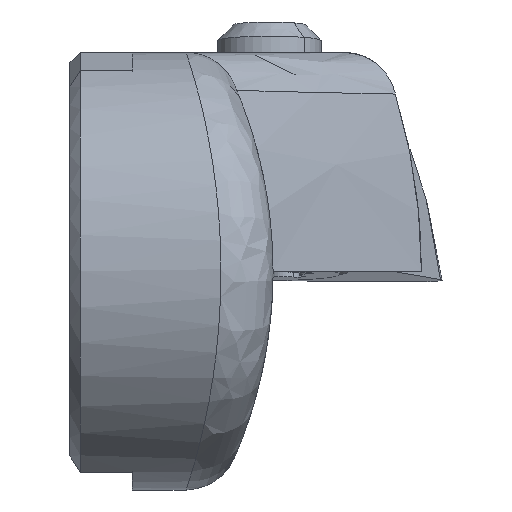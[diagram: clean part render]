
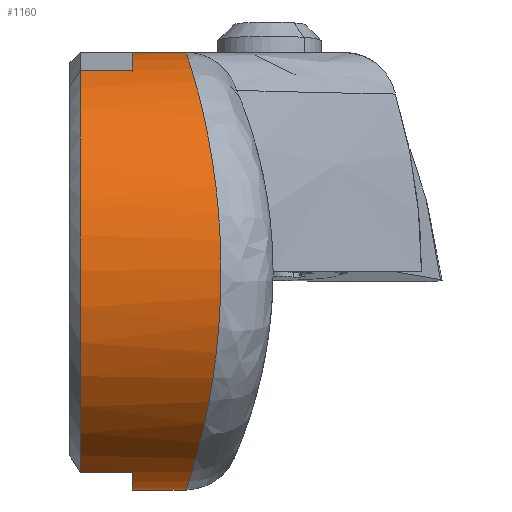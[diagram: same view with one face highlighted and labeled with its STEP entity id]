
A CAD part, left-side view. The second image highlights one B-rep face of the part: STEP entity #1160.
In plain terms, the highlighted cylindrical face has radius 4.2 mm (diameter 8.4 mm), a partial arc.
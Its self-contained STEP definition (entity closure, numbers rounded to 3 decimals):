
#630=VERTEX_POINT('NONE',#1726);
#724=VERTEX_POINT('NONE',#1829);
#738=VERTEX_POINT('NONE',#1846);
#752=EDGE_CURVE('NONE',#630,#724,#1862,.F.);
#760=VERTEX_POINT('NONE',#1871);
#772=EDGE_CURVE('NONE',#1094,#630,#1883,.T.);
#856=VERTEX_POINT('NONE',#1978);
#982=VERTEX_POINT('NONE',#2114);
#1094=VERTEX_POINT('NONE',#2239);
#1100=EDGE_CURVE('NONE',#1640,#738,#2245,.F.);
#1160=ADVANCED_FACE('NONE',(#2312),#2313,.T.);
#1260=EDGE_CURVE('NONE',#982,#1094,#2425,.F.);
#1286=EDGE_CURVE('NONE',#856,#982,#2454,.F.);
#1424=EDGE_CURVE('NONE',#738,#856,#2605,.F.);
#1580=EDGE_CURVE('NONE',#724,#760,#2781,.F.);
#1616=EDGE_CURVE('NONE',#1640,#760,#2818,.T.);
#1640=VERTEX_POINT('NONE',#2843);
#1726=CARTESIAN_POINT('',(-7.538,-0.2,-3.862));
#1829=CARTESIAN_POINT('',(-7.538,-1.2,-3.862));
#1846=CARTESIAN_POINT('',(-5.888,-2.232,4.2));
#1862=LINE('',#5143,#5144);
#1871=CARTESIAN_POINT('',(-5.888,-1.2,-4.2));
#1883=CIRCLE('',#5174,4.2);
#1978=CARTESIAN_POINT('',(-5.888,-1.2,4.2));
#2114=CARTESIAN_POINT('',(-7.538,-1.2,3.862));
#2239=CARTESIAN_POINT('',(-7.538,-0.2,3.862));
#2245=B_SPLINE_CURVE_WITH_KNOTS('',3,(#6936,#6937,#6938,#6939,#6940,#6941,#6942,#6943,#6944,#6945,#6946,#6947,#6948,#6949,#6950,#6951,#6952,#6953,#6954,#6955,#6956,#6957,#6958,#6959,#6960),.UNSPECIFIED.,.F.,.F.,(4,3,3,3,3,3,3,3,4),(0.0,0.034,0.144,0.263,0.366,0.47,0.588,0.682,0.706),.UNSPECIFIED.);
#2312=FACE_OUTER_BOUND('',#7050,.T.);
#2313=CYLINDRICAL_SURFACE('',#7051,4.2);
#2425=LINE('',#7492,#7493);
#2454=CIRCLE('',#7530,4.2);
#2605=LINE('',#7816,#7817);
#2781=CIRCLE('',#8678,4.2);
#2818=LINE('',#8726,#8727);
#2843=CARTESIAN_POINT('',(-5.888,-2.232,-4.2));
#5143=CARTESIAN_POINT('',(-7.538,-10.0,-3.862));
#5144=VECTOR('',#8975,1.0);
#5174=AXIS2_PLACEMENT_3D('',#8993,#8994,#8995);
#6936=CARTESIAN_POINT('',(-5.888,-2.232,4.2));
#6937=CARTESIAN_POINT('',(-6.101,-2.232,4.2));
#6938=CARTESIAN_POINT('',(-6.314,-2.238,4.184));
#6939=CARTESIAN_POINT('',(-6.524,-2.248,4.152));
#6940=CARTESIAN_POINT('',(-7.205,-2.282,4.047));
#6941=CARTESIAN_POINT('',(-7.854,-2.372,3.774));
#6942=CARTESIAN_POINT('',(-8.4,-2.478,3.366));
#6943=CARTESIAN_POINT('',(-8.989,-2.591,2.926));
#6944=CARTESIAN_POINT('',(-9.459,-2.718,2.331));
#6945=CARTESIAN_POINT('',(-9.75,-2.8,1.652));
#6946=CARTESIAN_POINT('',(-10.003,-2.872,1.06));
#6947=CARTESIAN_POINT('',(-10.119,-2.909,0.405));
#6948=CARTESIAN_POINT('',(-10.081,-2.898,-0.241));
#6949=CARTESIAN_POINT('',(-10.044,-2.887,-0.891));
#6950=CARTESIAN_POINT('',(-9.853,-2.827,-1.529));
#6951=CARTESIAN_POINT('',(-9.533,-2.74,-2.088));
#6952=CARTESIAN_POINT('',(-9.167,-2.642,-2.725));
#6953=CARTESIAN_POINT('',(-8.635,-2.51,-3.261));
#6954=CARTESIAN_POINT('',(-8.001,-2.407,-3.63));
#6955=CARTESIAN_POINT('',(-7.499,-2.325,-3.922));
#6956=CARTESIAN_POINT('',(-6.933,-2.262,-4.11));
#6957=CARTESIAN_POINT('',(-6.35,-2.24,-4.175));
#6958=CARTESIAN_POINT('',(-6.197,-2.235,-4.191));
#6959=CARTESIAN_POINT('',(-6.043,-2.232,-4.2));
#6960=CARTESIAN_POINT('',(-5.888,-2.232,-4.2));
#7050=EDGE_LOOP('',(#9506,#9507,#9508,#9509,#9510,#9511,#9512,#9513));
#7051=AXIS2_PLACEMENT_3D('',#9514,#9515,#9516);
#7492=CARTESIAN_POINT('',(-7.538,-10.0,3.862));
#7493=VECTOR('',#9679,1.0);
#7530=AXIS2_PLACEMENT_3D('',#9715,#9716,#9717);
#7816=CARTESIAN_POINT('',(-5.888,-10.0,4.2));
#7817=VECTOR('',#9872,1.0);
#8678=AXIS2_PLACEMENT_3D('',#10097,#10098,#10099);
#8726=CARTESIAN_POINT('',(-5.888,-10.0,-4.2));
#8727=VECTOR('',#10123,1000.0);
#8975=DIRECTION('',(-0.0,1.0,0.));
#8993=CARTESIAN_POINT('',(-5.888,-0.2,0.));
#8994=DIRECTION('',(0.0,-1.0,0.));
#8995=DIRECTION('',(0.0,0.,-1.0));
#9506=ORIENTED_EDGE('',*,*,#1616,.F.);
#9507=ORIENTED_EDGE('',*,*,#1100,.T.);
#9508=ORIENTED_EDGE('',*,*,#1424,.T.);
#9509=ORIENTED_EDGE('',*,*,#1286,.T.);
#9510=ORIENTED_EDGE('',*,*,#1260,.T.);
#9511=ORIENTED_EDGE('',*,*,#772,.T.);
#9512=ORIENTED_EDGE('',*,*,#752,.T.);
#9513=ORIENTED_EDGE('',*,*,#1580,.T.);
#9514=CARTESIAN_POINT('',(-5.888,-10.0,0.));
#9515=DIRECTION('',(-0.0,1.0,0.));
#9516=DIRECTION('',(0.0,0.,-1.0));
#9679=DIRECTION('',(0.0,-1.0,0.));
#9715=CARTESIAN_POINT('',(-5.888,-1.2,0.));
#9716=DIRECTION('',(0.,1.0,0.));
#9717=DIRECTION('',(0.0,0.,-1.0));
#9872=DIRECTION('',(0.0,-1.0,0.));
#10097=CARTESIAN_POINT('',(-5.888,-1.2,0.));
#10098=DIRECTION('',(0.,1.0,0.));
#10099=DIRECTION('',(0.0,0.,-1.0));
#10123=DIRECTION('',(0.0,1.0,0.));
